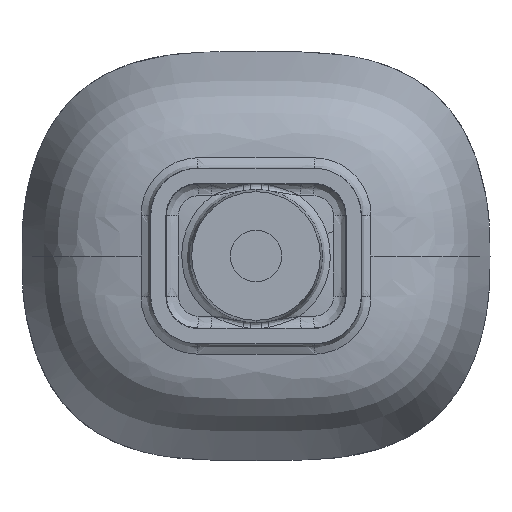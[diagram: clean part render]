
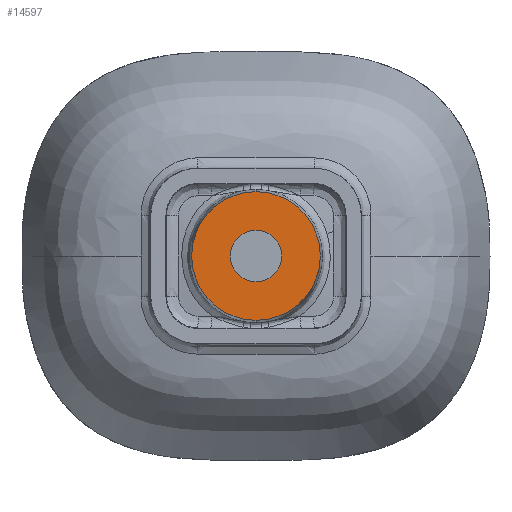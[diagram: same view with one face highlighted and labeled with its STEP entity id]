
A CAD part, front view. The second image highlights one B-rep face of the part: STEP entity #14597.
In plain terms, the highlighted planar face has unit normal (0, -1, 0).
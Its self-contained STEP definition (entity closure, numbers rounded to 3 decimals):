
#284 = CARTESIAN_POINT ( 'NONE',  ( 0., -41., 55. ) ) ;
#334 = EDGE_LOOP ( 'NONE', ( #8712, #9858 ) ) ;
#567 = CARTESIAN_POINT ( 'NONE',  ( 0., -41., 0. ) ) ;
#763 = VERTEX_POINT ( 'NONE', #14291 ) ;
#818 = DIRECTION ( 'NONE',  ( 0., 0., 1. ) ) ;
#1188 = FACE_BOUND ( 'NONE', #334, .T. ) ;
#1626 = ORIENTED_EDGE ( 'NONE', *, *, #4697, .F. ) ;
#1671 = DIRECTION ( 'NONE',  ( 0., 0., -1. ) ) ;
#1901 = AXIS2_PLACEMENT_3D ( 'NONE', #2002, #9085, #818 ) ;
#2002 = CARTESIAN_POINT ( 'NONE',  ( 0., -41., 0. ) ) ;
#2906 = DIRECTION ( 'NONE',  ( 0., 0., 1. ) ) ;
#3144 = EDGE_LOOP ( 'NONE', ( #9969, #1626 ) ) ;
#3535 = CARTESIAN_POINT ( 'NONE',  ( 0., -41., 0. ) ) ;
#3594 = CIRCLE ( 'NONE', #5618, 22. ) ;
#3991 = CARTESIAN_POINT ( 'NONE',  ( 0., -41., 22. ) ) ;
#4697 = EDGE_CURVE ( 'NONE', #8179, #11808, #5094, .T. ) ;
#4739 = CIRCLE ( 'NONE', #13526, 22. ) ;
#4925 = VERTEX_POINT ( 'NONE', #3991 ) ;
#5094 = CIRCLE ( 'NONE', #6127, 55. ) ;
#5272 = CARTESIAN_POINT ( 'NONE',  ( 0., -41., 0. ) ) ;
#5618 = AXIS2_PLACEMENT_3D ( 'NONE', #567, #12300, #1671 ) ;
#6001 = FACE_OUTER_BOUND ( 'NONE', #3144, .T. ) ;
#6127 = AXIS2_PLACEMENT_3D ( 'NONE', #3535, #13374, #6215 ) ;
#6215 = DIRECTION ( 'NONE',  ( 0., 0., 1. ) ) ;
#6775 = CARTESIAN_POINT ( 'NONE',  ( 0., -41., 0. ) ) ;
#7711 = DIRECTION ( 'NONE',  ( 0., 1., 0. ) ) ;
#8179 = VERTEX_POINT ( 'NONE', #14061 ) ;
#8712 = ORIENTED_EDGE ( 'NONE', *, *, #12185, .F. ) ;
#8866 = AXIS2_PLACEMENT_3D ( 'NONE', #5272, #7711, #2906 ) ;
#9085 = DIRECTION ( 'NONE',  ( 0., 1., 0. ) ) ;
#9858 = ORIENTED_EDGE ( 'NONE', *, *, #12990, .F. ) ;
#9969 = ORIENTED_EDGE ( 'NONE', *, *, #13858, .F. ) ;
#10782 = PLANE ( 'NONE',  #8866 ) ;
#11065 = CIRCLE ( 'NONE', #1901, 55. ) ;
#11808 = VERTEX_POINT ( 'NONE', #284 ) ;
#12185 = EDGE_CURVE ( 'NONE', #763, #4925, #3594, .T. ) ;
#12300 = DIRECTION ( 'NONE',  ( 0., -1., 0. ) ) ;
#12990 = EDGE_CURVE ( 'NONE', #4925, #763, #4739, .T. ) ;
#13374 = DIRECTION ( 'NONE',  ( 0., 1., 0. ) ) ;
#13526 = AXIS2_PLACEMENT_3D ( 'NONE', #6775, #15013, #15166 ) ;
#13858 = EDGE_CURVE ( 'NONE', #11808, #8179, #11065, .T. ) ;
#14061 = CARTESIAN_POINT ( 'NONE',  ( 0., -41., -55. ) ) ;
#14291 = CARTESIAN_POINT ( 'NONE',  ( 0., -41., -22. ) ) ;
#14597 = ADVANCED_FACE ( 'NONE', ( #1188, #6001 ), #10782, .F. ) ;
#15013 = DIRECTION ( 'NONE',  ( 0., -1., 0. ) ) ;
#15166 = DIRECTION ( 'NONE',  ( 0., 0., -1. ) ) ;
